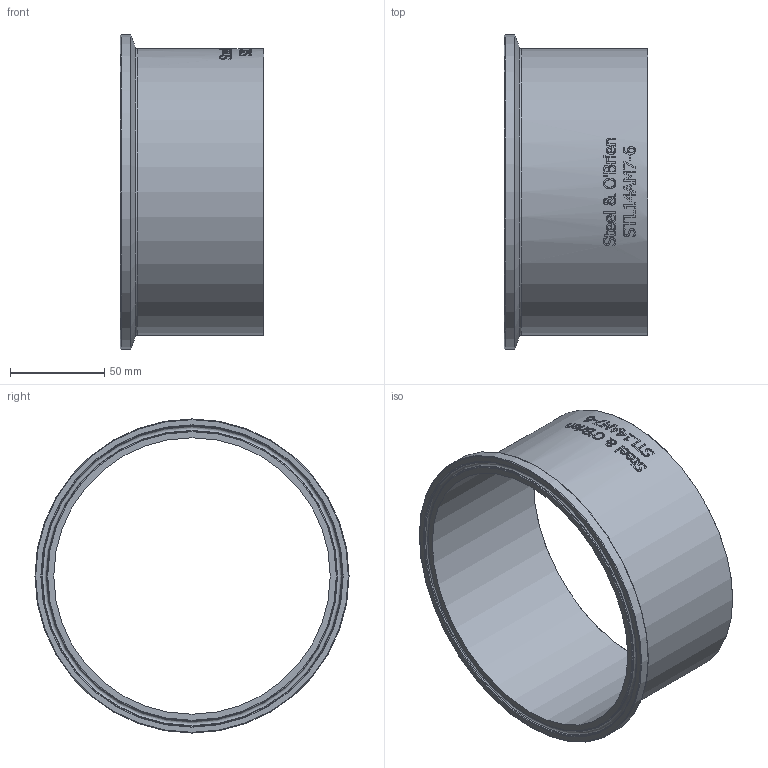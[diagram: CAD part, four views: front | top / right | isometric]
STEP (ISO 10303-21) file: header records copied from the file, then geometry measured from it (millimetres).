
FILE_DESCRIPTION(/* description */ (''),/* implementation_level */ '2;1');
FILE_NAME(/* name */ 'STL14AM7-6.stp',/* time_stamp */ '2018-11-16T16:19:26-05:00',/* author */ ('ken'),/* organization */ (''),/* preprocessor_version */ 'ST-DEVELOPER v15.2',/* originating_system */ 'Autodesk Inventor 2014',/* authorisation */ '');
FILE_SCHEMA (('AUTOMOTIVE_DESIGN { 1 0 10303 214 3 1 1 }'));
Length unit declared in the file: inch
Products named in the file (1): STL14AM7-6
Bounding box: 76.2 x 166.88 x 166.88 mm (x, y, z)
Volume: 122475.8 mm3; surface area: 81319 mm2
Topology: 1 solids, 1 shells, 366 faces, 973 edges, 645 vertices
Faces by surface type: plane 162, bspline 155, cylinder 38, torus 8, cone 3
Full cylindrical faces by diameter (mm): 146.863 x1, 152.4 x1, 166.878 x1
Entity records: 14021 total; most frequent: CARTESIAN_POINT 5770, ORIENTED_EDGE 1918, DIRECTION 1280, EDGE_CURVE 959, VERTEX_POINT 645, LINE 442, VECTOR 442, AXIS2_PLACEMENT_3D 419
